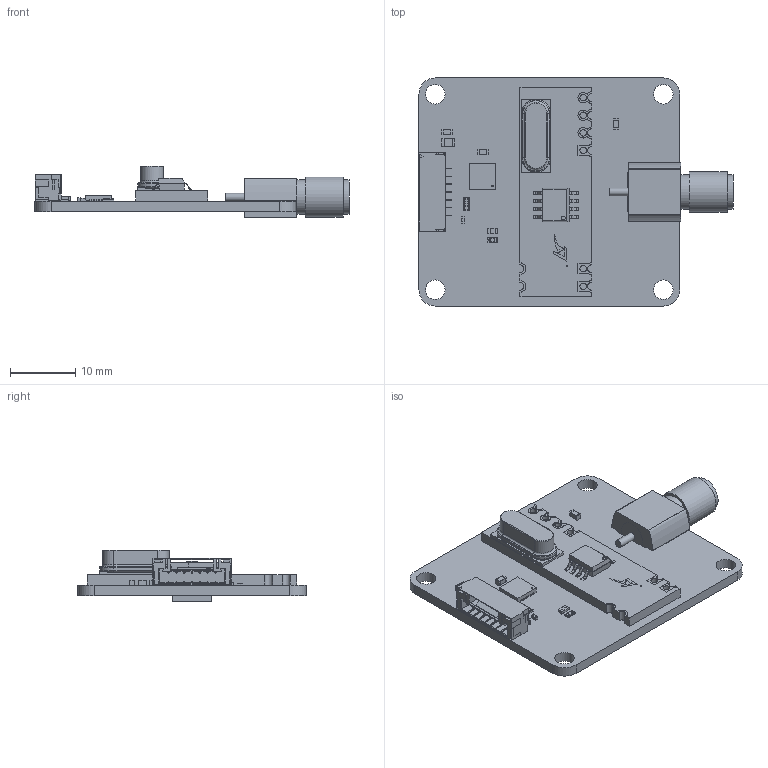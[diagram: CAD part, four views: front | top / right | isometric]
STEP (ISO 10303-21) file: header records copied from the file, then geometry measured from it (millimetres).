
FILE_DESCRIPTION(('FreeCAD Model'),'2;1');
FILE_NAME('outdoor_weather_bricklet.step','2018-02-28T15:41:38',('kicad StepUp'),('ksu MCAD'), 'Open CASCADE STEP processor 6.8','FreeCAD','Unknown');
FILE_SCHEMA(('AUTOMOTIVE_DESIGN_CC2 { 1 2 10303 214 -1 1 5 4 }'));
Length unit declared in the file: millimetre
Products named in the file (13): Pcb; QFN-24_4x4mm_Pitch0.5mm_; Cut_; BrickletConn_7pin_; C_0402_; C_0805_; C_0603_; C_0603_001; C_0603_002; D_0603_blue_; R_0603_; RFM210LCF-S1_; FT-004B_
Bounding box: 48.19 x 35 x 7.89 mm (x, y, z)
Volume: 3486.1 mm3; surface area: 5091.3 mm2
Topology: 14 solids, 14 shells, 1315 faces, 3731 edges, 2430 vertices
Faces by surface type: plane 1064, cylinder 241, torus 8, extrusion 2
Full cylindrical faces by diameter (mm): 0.2 x1, 0.6 x1, 1 x6, 1.2 x1, 3 x4, 4.5 x1, 4.6 x1, 5.3 x2, 6.18 x1
Entity records: 51625 total; most frequent: CARTESIAN_POINT 7677, ORIENTED_EDGE 7462, DIRECTION 6859, EDGE_CURVE 3731, VECTOR 3235, LINE 3233, VERTEX_POINT 2430, AXIS2_PLACEMENT_3D 1812
